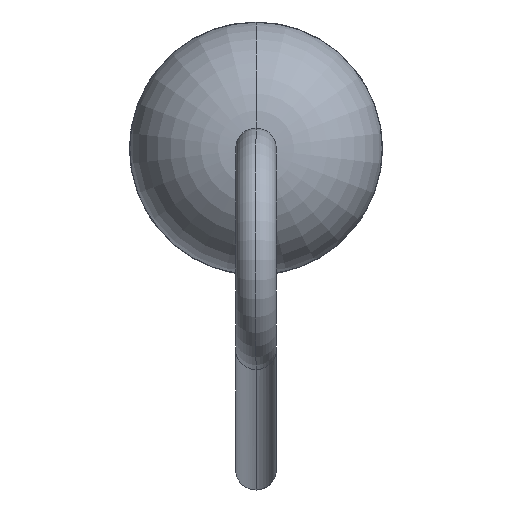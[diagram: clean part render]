
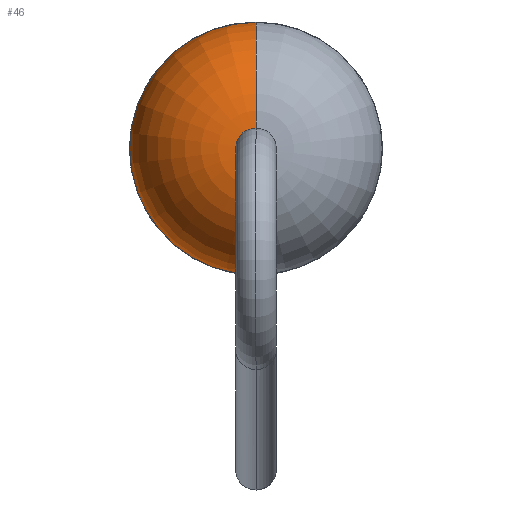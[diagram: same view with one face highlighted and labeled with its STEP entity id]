
A CAD part, left-side view. The second image highlights one B-rep face of the part: STEP entity #46.
In plain terms, the highlighted toroidal (fillet/blend) face has major radius 0.4 mm and minor radius 2.1 mm.
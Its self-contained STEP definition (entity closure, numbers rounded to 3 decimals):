
#46 = ADVANCED_FACE ( 'NONE', ( #536 ), #530, .T. ) ;
#50 = ORIENTED_EDGE ( 'NONE', *, *, #78, .F. ) ;
#75 = EDGE_LOOP ( 'NONE', ( #50, #83, #76, #299 ) ) ;
#76 = ORIENTED_EDGE ( 'NONE', *, *, #77, .F. ) ;
#77 = EDGE_CURVE ( 'NONE', #361, #372, #507, .T. ) ;
#78 = EDGE_CURVE ( 'NONE', #333, #331, #508, .T. ) ;
#79 = EDGE_CURVE ( 'NONE', #331, #361, #504, .T. ) ;
#83 = ORIENTED_EDGE ( 'NONE', *, *, #84, .T. ) ;
#84 = EDGE_CURVE ( 'NONE', #333, #372, #513, .T. ) ;
#299 = ORIENTED_EDGE ( 'NONE', *, *, #79, .F. ) ;
#331 = VERTEX_POINT ( 'NONE', #1150 ) ;
#333 = VERTEX_POINT ( 'NONE', #1136 ) ;
#361 = VERTEX_POINT ( 'NONE', #1263 ) ;
#372 = VERTEX_POINT ( 'NONE', #1323 ) ;
#438 = DIRECTION ( 'NONE',  ( 0., 0., 1. ) ) ;
#439 = DIRECTION ( 'NONE',  ( 0., 1., 0. ) ) ;
#491 = DIRECTION ( 'NONE',  ( 0., 0., -1. ) ) ;
#492 = DIRECTION ( 'NONE',  ( 0., -1., 0. ) ) ;
#496 = AXIS2_PLACEMENT_3D ( 'NONE', #566, #492, #491 ) ;
#497 = DIRECTION ( 'NONE',  ( 0., 0., -1. ) ) ;
#498 = DIRECTION ( 'NONE',  ( 1., 0., 0. ) ) ;
#499 = CARTESIAN_POINT ( 'NONE',  ( 1.95, 0., 0. ) ) ;
#501 = AXIS2_PLACEMENT_3D ( 'NONE', #499, #498, #497 ) ;
#502 = DIRECTION ( 'NONE',  ( 0., 0., 1. ) ) ;
#503 = AXIS2_PLACEMENT_3D ( 'NONE', #506, #516, #502 ) ;
#504 = CIRCLE ( 'NONE', #496, 2.1 ) ;
#505 = CARTESIAN_POINT ( 'NONE',  ( 2.1, 0., -0.4 ) ) ;
#506 = CARTESIAN_POINT ( 'NONE',  ( 0., 0., 0. ) ) ;
#507 = CIRCLE ( 'NONE', #503, 0.4 ) ;
#508 = CIRCLE ( 'NONE', #501, 2.495 ) ;
#513 = CIRCLE ( 'NONE', #547, 2.1 ) ;
#516 = DIRECTION ( 'NONE',  ( -1., 0., 0. ) ) ;
#530 = TOROIDAL_SURFACE ( 'NONE', #653, 0.4, 2.1 ) ;
#536 = FACE_OUTER_BOUND ( 'NONE', #75, .T. ) ;
#547 = AXIS2_PLACEMENT_3D ( 'NONE', #505, #439, #438 ) ;
#566 = CARTESIAN_POINT ( 'NONE',  ( 2.1, 0., 0.4 ) ) ;
#646 = DIRECTION ( 'NONE',  ( 0., 0., 1. ) ) ;
#647 = DIRECTION ( 'NONE',  ( -1., 0., 0. ) ) ;
#648 = CARTESIAN_POINT ( 'NONE',  ( 2.1, 0., 0. ) ) ;
#653 = AXIS2_PLACEMENT_3D ( 'NONE', #648, #647, #646 ) ;
#1136 = CARTESIAN_POINT ( 'NONE',  ( 1.95, 0., -2.495 ) ) ;
#1150 = CARTESIAN_POINT ( 'NONE',  ( 1.95, 0., 2.495 ) ) ;
#1263 = CARTESIAN_POINT ( 'NONE',  ( 0., 0., 0.4 ) ) ;
#1323 = CARTESIAN_POINT ( 'NONE',  ( 0., 0., -0.4 ) ) ;
